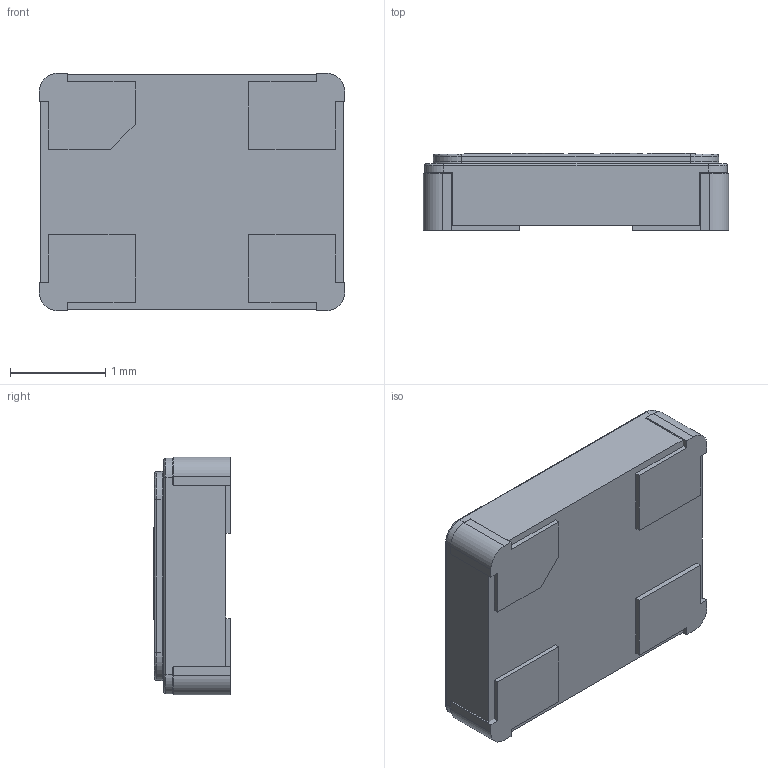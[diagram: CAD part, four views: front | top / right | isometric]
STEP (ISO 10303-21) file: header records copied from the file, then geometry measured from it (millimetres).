
FILE_DESCRIPTION (( 'STEP AP214' ), '1' );
FILE_NAME ('User Library-Geyer_KX7T.STEP', '2019-09-06T07:18:47', ( '' ), ( '' ), 'SwSTEP 2.0', 'SolidWorks 2019', '' );
FILE_SCHEMA (( 'AUTOMOTIVE_DESIGN' ));
Length unit declared in the file: millimetre
Products named in the file (1): User Library-Geyer_KX7T
Bounding box: 3.21 x 0.81 x 2.5 mm (x, y, z)
Volume: 6 mm3; surface area: 30.3 mm2
Topology: 4 solids, 4 shells, 850 faces, 2482 edges, 1646 vertices
Faces by surface type: plane 808, cylinder 30, bspline 12
Entity records: 28683 total; most frequent: CARTESIAN_POINT 5696, ORIENTED_EDGE 4964, DIRECTION 4056, EDGE_CURVE 2482, VECTOR 2260, LINE 2260, VERTEX_POINT 1646, AXIS2_PLACEMENT_3D 898
